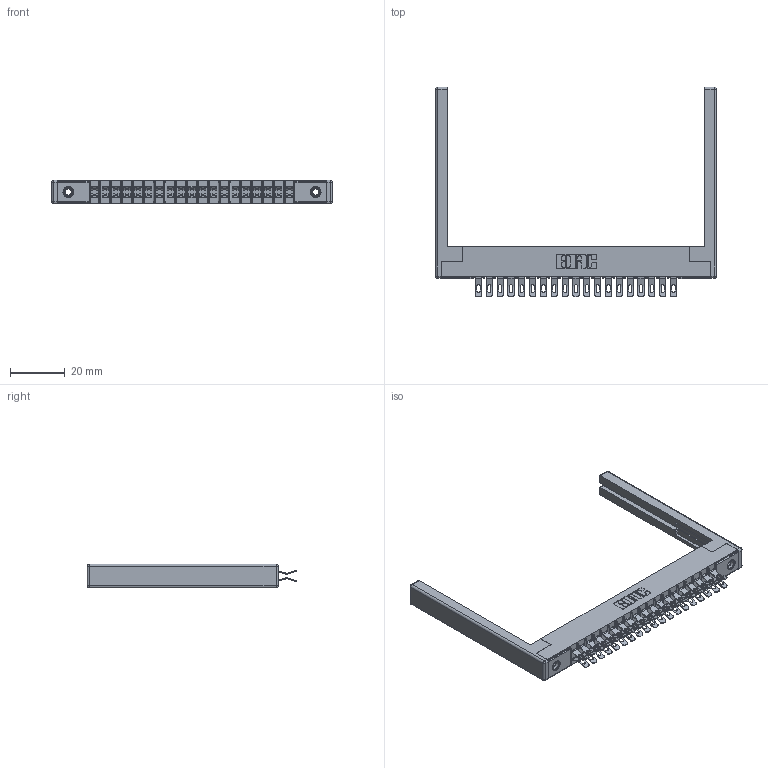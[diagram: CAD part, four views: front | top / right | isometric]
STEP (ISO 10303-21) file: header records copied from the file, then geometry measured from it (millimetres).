
FILE_DESCRIPTION (( 'STEP AP203' ), '1' );
FILE_NAME ('315-038-555-268.STEP', '2019-09-10T17:09:49', ( '' ), ( '' ), 'SwSTEP 2.0', 'SolidWorks 2016', '' );
FILE_SCHEMA (( 'CONFIG_CONTROL_DESIGN' ));
Length unit declared in the file: inch
Products named in the file (5): 315-038-555-268; 305-290-001_555; 305 Part_.156 Dia; 307-220-068; 345-250-001_345-250-001-102
Assembly tree (43 placements, depth 2):
  315-038-555-268
    305 Part_.156 Dia
    305-290-001_555  x38
    345-250-001_345-250-001-102  x2
    307-220-068  x2
Bounding box: 102.72 x 76.71 x 8.71 mm (x, y, z)
Volume: 11136.3 mm3; surface area: 16881.3 mm2
Topology: 43 solids, 43 shells, 2778 faces, 8211 edges, 5350 vertices
Faces by surface type: plane 1372, cylinder 1306, sphere 84, cone 12, torus 4
Entity records: 26755 total; most frequent: CARTESIAN_POINT 4418, ORIENTED_EDGE 4364, DIRECTION 4306, EDGE_CURVE 2182, LINE 1710, VECTOR 1710, VERTEX_POINT 1394, AXIS2_PLACEMENT_3D 1298
